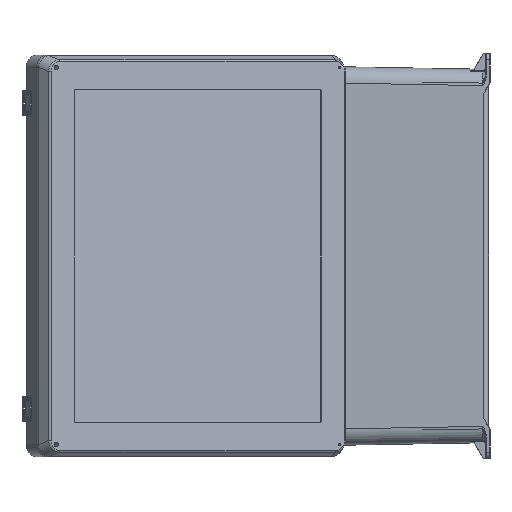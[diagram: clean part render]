
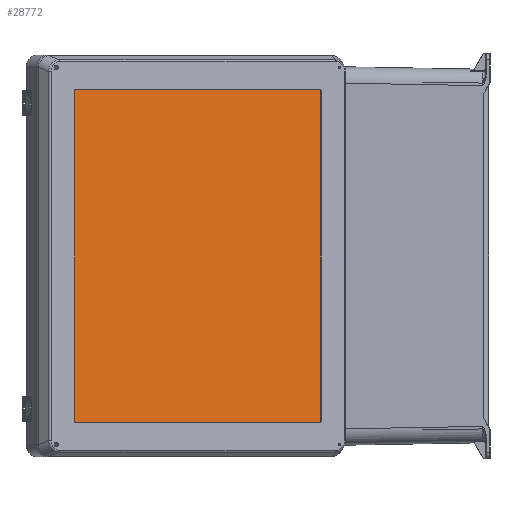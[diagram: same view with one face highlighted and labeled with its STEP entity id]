
A CAD part, left-side view. The second image highlights one B-rep face of the part: STEP entity #28772.
In plain terms, the highlighted face is planar.
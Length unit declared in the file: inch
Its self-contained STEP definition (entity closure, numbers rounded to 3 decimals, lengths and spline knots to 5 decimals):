
#2571 = AXIS2_PLACEMENT_3D ( 'NONE', #5909, #5910, #5911 ) ;
#2630 = AXIS2_PLACEMENT_3D ( 'NONE', #7332, #7334, #7336 ) ;
#5833 = CARTESIAN_POINT ( 'NONE',  ( 6.9375, -0.22, 7.995 ) ) ;
#5834 = DIRECTION ( 'NONE',  ( 1., 0., 0. ) ) ;
#5909 = CARTESIAN_POINT ( 'NONE',  ( -6.9375, -0.22, 7.9375 ) ) ;
#5910 = DIRECTION ( 'NONE',  ( 0., 1., 0. ) ) ;
#5911 = DIRECTION ( 'NONE',  ( 0., 0., 1. ) ) ;
#6045 = CARTESIAN_POINT ( 'NONE',  ( -6.995, -0.22, 7.9375 ) ) ;
#6046 = DIRECTION ( 'NONE',  ( 0., 0., 1. ) ) ;
#7332 = CARTESIAN_POINT ( 'NONE',  ( 6.9375, -0.22, -7.9375 ) ) ;
#7334 = DIRECTION ( 'NONE',  ( 0., 1., 0. ) ) ;
#7336 = DIRECTION ( 'NONE',  ( 0., 0., 1. ) ) ;
#7494 = EDGE_CURVE ( 'NONE', #31283, #31561, #37688, .T. ) ;
#7539 = EDGE_CURVE ( 'NONE', #29383, #31397, #37703, .T. ) ;
#7550 = EDGE_CURVE ( 'NONE', #31397, #31503, #37709, .T. ) ;
#7670 = AXIS2_PLACEMENT_3D ( 'NONE', #32703, #32686, #32567 ) ;
#7840 = EDGE_CURVE ( 'NONE', #31561, #30861, #37825, .T. ) ;
#8190 = AXIS2_PLACEMENT_3D ( 'NONE', #32388, #32387, #32386 ) ;
#9339 = EDGE_CURVE ( 'NONE', #31503, #31283, #10381, .T. ) ;
#9469 = EDGE_CURVE ( 'NONE', #31417, #29383, #10577, .T. ) ;
#9495 = EDGE_CURVE ( 'NONE', #31592, #31417, #10600, .T. ) ;
#9523 = EDGE_CURVE ( 'NONE', #30861, #31592, #10654, .T. ) ;
#10381 = CIRCLE ( 'NONE', #2630, 0.0575 ) ;
#10577 = LINE ( 'NONE', #5833, #10580 ) ;
#10580 = VECTOR ( 'NONE', #5834, 39.37008 ) ;
#10600 = CIRCLE ( 'NONE', #2571, 0.0575 ) ;
#10654 = LINE ( 'NONE', #6045, #10656 ) ;
#10656 = VECTOR ( 'NONE', #6046, 39.37008 ) ;
#11090 = EDGE_LOOP ( 'NONE', ( #33915, #33916, #33917, #33918, #33919, #33920, #33921, #33922 ) ) ;
#26687 = CARTESIAN_POINT ( 'NONE',  ( -6.995, -0.22, -7.9375 ) ) ;
#26737 = CARTESIAN_POINT ( 'NONE',  ( 6.9375, -0.22, -7.995 ) ) ;
#26776 = CARTESIAN_POINT ( 'NONE',  ( 6.995, -0.22, 7.9375 ) ) ;
#26782 = CARTESIAN_POINT ( 'NONE',  ( -6.9375, -0.22, 7.995 ) ) ;
#26812 = CARTESIAN_POINT ( 'NONE',  ( 6.995, -0.22, -7.9375 ) ) ;
#26830 = CARTESIAN_POINT ( 'NONE',  ( -6.9375, -0.22, -7.995 ) ) ;
#26839 = CARTESIAN_POINT ( 'NONE',  ( -6.995, -0.22, 7.9375 ) ) ;
#28772 = ADVANCED_FACE ( 'NONE', ( #41662 ), #31714, .F. ) ;
#29383 = VERTEX_POINT ( 'NONE', #31907 ) ;
#30861 = VERTEX_POINT ( 'NONE', #26687 ) ;
#31283 = VERTEX_POINT ( 'NONE', #26737 ) ;
#31397 = VERTEX_POINT ( 'NONE', #26776 ) ;
#31417 = VERTEX_POINT ( 'NONE', #26782 ) ;
#31503 = VERTEX_POINT ( 'NONE', #26812 ) ;
#31561 = VERTEX_POINT ( 'NONE', #26830 ) ;
#31592 = VERTEX_POINT ( 'NONE', #26839 ) ;
#31714 = PLANE ( 'NONE',  #35163 ) ;
#31777 = CARTESIAN_POINT ( 'NONE',  ( 6.9375, -0.22, -7.9375 ) ) ;
#31780 = DIRECTION ( 'NONE',  ( 0., 1., 0. ) ) ;
#31782 = DIRECTION ( 'NONE',  ( 0., 0., 1. ) ) ;
#31907 = CARTESIAN_POINT ( 'NONE',  ( 6.9375, -0.22, 7.995 ) ) ;
#32375 = DIRECTION ( 'NONE',  ( 0., 0., -1. ) ) ;
#32386 = DIRECTION ( 'NONE',  ( 0., 0., 1. ) ) ;
#32387 = DIRECTION ( 'NONE',  ( 0., 1., 0. ) ) ;
#32388 = CARTESIAN_POINT ( 'NONE',  ( 6.9375, -0.22, 7.9375 ) ) ;
#32399 = CARTESIAN_POINT ( 'NONE',  ( 6.995, -0.22, 7.9375 ) ) ;
#32419 = DIRECTION ( 'NONE',  ( -1., 0., 0. ) ) ;
#32424 = CARTESIAN_POINT ( 'NONE',  ( 6.9375, -0.22, -7.995 ) ) ;
#32567 = DIRECTION ( 'NONE',  ( 0., 0., -1. ) ) ;
#32686 = DIRECTION ( 'NONE',  ( 0., 1., 0. ) ) ;
#32703 = CARTESIAN_POINT ( 'NONE',  ( -6.9375, -0.22, -7.9375 ) ) ;
#33915 = ORIENTED_EDGE ( 'NONE', *, *, #9339, .F. ) ;
#33916 = ORIENTED_EDGE ( 'NONE', *, *, #7550, .F. ) ;
#33917 = ORIENTED_EDGE ( 'NONE', *, *, #7539, .F. ) ;
#33918 = ORIENTED_EDGE ( 'NONE', *, *, #9469, .F. ) ;
#33919 = ORIENTED_EDGE ( 'NONE', *, *, #9495, .F. ) ;
#33920 = ORIENTED_EDGE ( 'NONE', *, *, #9523, .F. ) ;
#33921 = ORIENTED_EDGE ( 'NONE', *, *, #7840, .F. ) ;
#33922 = ORIENTED_EDGE ( 'NONE', *, *, #7494, .F. ) ;
#35163 = AXIS2_PLACEMENT_3D ( 'NONE', #31777, #31780, #31782 ) ;
#37688 = LINE ( 'NONE', #32424, #37693 ) ;
#37693 = VECTOR ( 'NONE', #32419, 39.37008 ) ;
#37703 = CIRCLE ( 'NONE', #8190, 0.0575 ) ;
#37709 = LINE ( 'NONE', #32399, #37714 ) ;
#37714 = VECTOR ( 'NONE', #32375, 39.37008 ) ;
#37825 = CIRCLE ( 'NONE', #7670, 0.0575 ) ;
#41662 = FACE_OUTER_BOUND ( 'NONE', #11090, .T. ) ;
